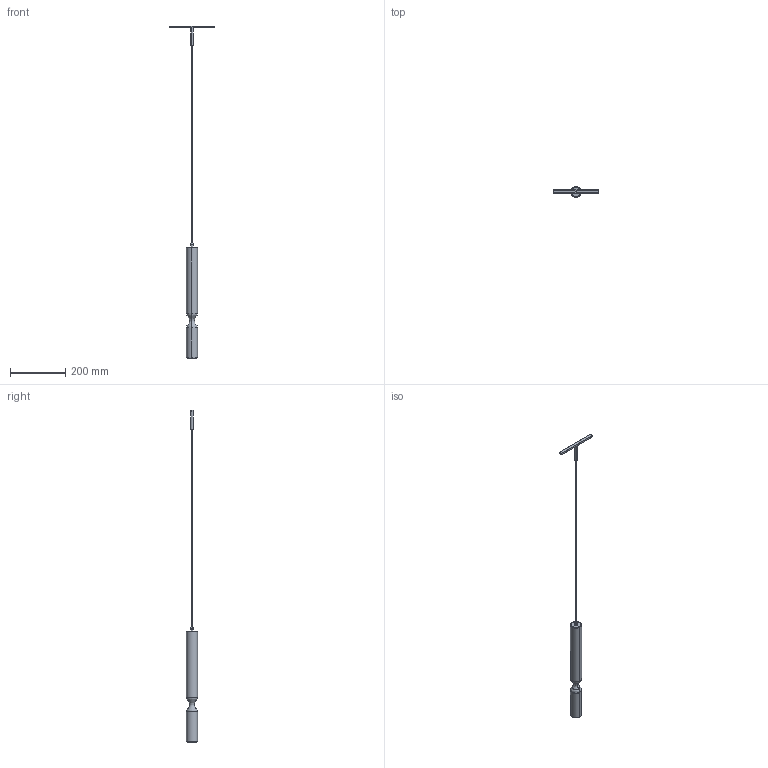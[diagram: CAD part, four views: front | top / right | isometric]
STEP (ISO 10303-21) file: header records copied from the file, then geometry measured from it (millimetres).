
FILE_DESCRIPTION(/* description */ (''),/* implementation_level */ '2;1');
FILE_NAME(/* name */ 'MISTY MINI - STREAM',/* time_stamp */ '2025-10-30T15:38:15+01:00',/* author */ (''),/* organization */ (''),/* preprocessor_version */ 'ST-DEVELOPER v19.2',/* originating_system */ 'Rhino 8.24',/* authorisation */ '');
FILE_SCHEMA (('CONFIG_CONTROL_DESIGN'));
Length unit declared in the file: millimetre
Products named in the file (1): Document
Bounding box: 160.11 x 40 x 1200 mm (x, y, z)
Volume: 157322.2 mm3; surface area: 132372.1 mm2
Topology: 7 solids, 8 shells, 137 faces, 357 edges, 237 vertices
Faces by surface type: bspline 52, cylinder 52, plane 33
Entity records: 6443 total; most frequent: CARTESIAN_POINT 3046, ORIENTED_EDGE 706, DIRECTION 557, EDGE_CURVE 355, AXIS2_PLACEMENT_3D 321, VERTEX_POINT 237, TRIMMED_CURVE 233, CIRCLE 233
